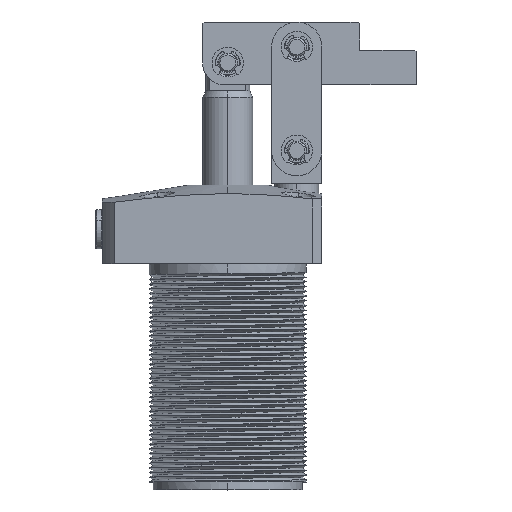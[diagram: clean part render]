
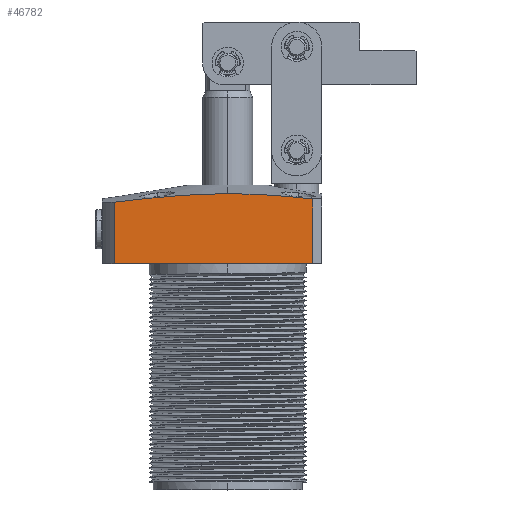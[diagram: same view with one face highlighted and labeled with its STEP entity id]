
A CAD part, top view. The second image highlights one B-rep face of the part: STEP entity #46782.
In plain terms, the highlighted planar face has unit normal (0, 0, 1).
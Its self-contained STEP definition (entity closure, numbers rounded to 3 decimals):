
#938 = EDGE_LOOP ( 'NONE', ( #45306, #55767, #38601, #14220, #52455 ) ) ;
#1530 = EDGE_CURVE ( 'NONE', #3332, #38383, #34856, .T. ) ;
#2009 = CARTESIAN_POINT ( 'NONE',  ( 27.001, 20.627, 29.997 ) ) ;
#2969 = VERTEX_POINT ( 'NONE', #32339 ) ;
#3332 = VERTEX_POINT ( 'NONE', #50509 ) ;
#3995 = PLANE ( 'NONE',  #34348 ) ;
#4659 = B_SPLINE_CURVE_WITH_KNOTS ( 'NONE', 3,
 ( #19852, #6120, #24368, #55317, #28866, #2009 ),
 .UNSPECIFIED., .F., .F.,
 ( 4, 2, 4 ),
 ( 0., 0.014, 0.027 ),
 .UNSPECIFIED. ) ;
#6120 = CARTESIAN_POINT ( 'NONE',  ( 4.517, 22.268, 29.997 ) ) ;
#7623 = DIRECTION ( 'NONE',  ( 0., 1., 0. ) ) ;
#7743 = CARTESIAN_POINT ( 'NONE',  ( 27.001, -5., 29.997 ) ) ;
#8395 = VECTOR ( 'NONE', #7623, 1000. ) ;
#8479 = DIRECTION ( 'NONE',  ( 1., 0., 0. ) ) ;
#8643 = LINE ( 'NONE', #7743, #8395 ) ;
#8893 = CARTESIAN_POINT ( 'NONE',  ( 0., 22.268, 29.997 ) ) ;
#9130 = CARTESIAN_POINT ( 'NONE',  ( 0., 22.268, 29.997 ) ) ;
#9963 = CARTESIAN_POINT ( 'NONE',  ( -6.058, 22.194, 29.997 ) ) ;
#11318 = VERTEX_POINT ( 'NONE', #8893 ) ;
#14220 = ORIENTED_EDGE ( 'NONE', *, *, #34864, .T. ) ;
#18530 = VECTOR ( 'NONE', #54698, 1000. ) ;
#18763 = LINE ( 'NONE', #54633, #18530 ) ;
#18969 = FACE_OUTER_BOUND ( 'NONE', #938, .T. ) ;
#19852 = CARTESIAN_POINT ( 'NONE',  ( 0., 22.268, 29.997 ) ) ;
#24368 = CARTESIAN_POINT ( 'NONE',  ( 9.024, 22.101, 29.997 ) ) ;
#24838 = B_SPLINE_CURVE_WITH_KNOTS ( 'NONE', 3,
 ( #50163, #50410, #54349, #37680, #37613, #37421, #37487, #9963, #48818, #9130 ),
 .UNSPECIFIED., .F., .F.,
 ( 4, 2, 2, 2, 4 ),
 ( -0.036, -0.027, -0.018, -0.009, 0. ),
 .UNSPECIFIED. ) ;
#28866 = CARTESIAN_POINT ( 'NONE',  ( 22.513, 21.103, 29.997 ) ) ;
#30116 = EDGE_CURVE ( 'NONE', #38383, #2969, #18763, .T. ) ;
#32339 = CARTESIAN_POINT ( 'NONE',  ( 27.001, 0., 29.997 ) ) ;
#34348 = AXIS2_PLACEMENT_3D ( 'NONE', #35107, #35314, #8479 ) ;
#34645 = VECTOR ( 'NONE', #43889, 1000. ) ;
#34856 = LINE ( 'NONE', #46228, #34645 ) ;
#34864 = EDGE_CURVE ( 'NONE', #2969, #45403, #8643, .T. ) ;
#35107 = CARTESIAN_POINT ( 'NONE',  ( -37.87, 0., 29.997 ) ) ;
#35314 = DIRECTION ( 'NONE',  ( 0., 0., 1. ) ) ;
#37421 = CARTESIAN_POINT ( 'NONE',  ( -15.118, 21.715, 29.997 ) ) ;
#37487 = CARTESIAN_POINT ( 'NONE',  ( -12.102, 21.917, 29.997 ) ) ;
#37613 = CARTESIAN_POINT ( 'NONE',  ( -21.146, 21.221, 29.997 ) ) ;
#37680 = CARTESIAN_POINT ( 'NONE',  ( -24.156, 20.93, 29.997 ) ) ;
#38383 = VERTEX_POINT ( 'NONE', #52106 ) ;
#38601 = ORIENTED_EDGE ( 'NONE', *, *, #30116, .T. ) ;
#40447 = EDGE_CURVE ( 'NONE', #3332, #11318, #24838, .T. ) ;
#43889 = DIRECTION ( 'NONE',  ( 0., -1., 0. ) ) ;
#45306 = ORIENTED_EDGE ( 'NONE', *, *, #40447, .F. ) ;
#45403 = VERTEX_POINT ( 'NONE', #55215 ) ;
#46228 = CARTESIAN_POINT ( 'NONE',  ( -36.183, 0., 29.997 ) ) ;
#46782 = ADVANCED_FACE ( 'NONE', ( #18969 ), #3995, .T. ) ;
#47724 = EDGE_CURVE ( 'NONE', #11318, #45403, #4659, .T. ) ;
#48818 = CARTESIAN_POINT ( 'NONE',  ( -3.032, 22.268, 29.997 ) ) ;
#50163 = CARTESIAN_POINT ( 'NONE',  ( -36.183, 19.575, 29.997 ) ) ;
#50410 = CARTESIAN_POINT ( 'NONE',  ( -33.178, 19.942, 29.997 ) ) ;
#50509 = CARTESIAN_POINT ( 'NONE',  ( -36.183, 19.575, 29.997 ) ) ;
#52106 = CARTESIAN_POINT ( 'NONE',  ( -36.183, 0., 29.997 ) ) ;
#52455 = ORIENTED_EDGE ( 'NONE', *, *, #47724, .F. ) ;
#54349 = CARTESIAN_POINT ( 'NONE',  ( -30.172, 20.29, 29.997 ) ) ;
#54633 = CARTESIAN_POINT ( 'NONE',  ( -37.87, 0., 29.997 ) ) ;
#54698 = DIRECTION ( 'NONE',  ( 1., 0., 0. ) ) ;
#55215 = CARTESIAN_POINT ( 'NONE',  ( 27.001, 20.627, 29.997 ) ) ;
#55317 = CARTESIAN_POINT ( 'NONE',  ( 18.022, 21.515, 29.997 ) ) ;
#55767 = ORIENTED_EDGE ( 'NONE', *, *, #1530, .T. ) ;
